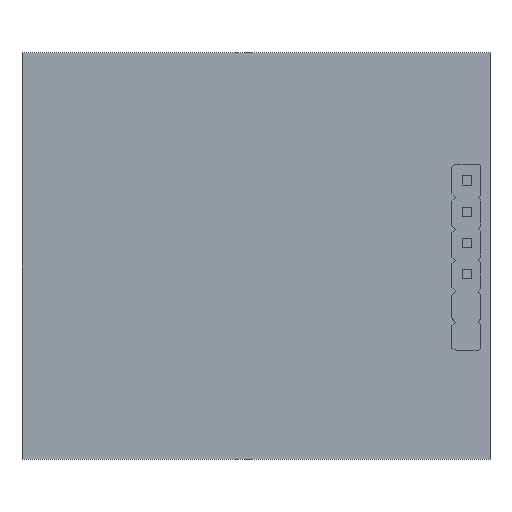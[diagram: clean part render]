
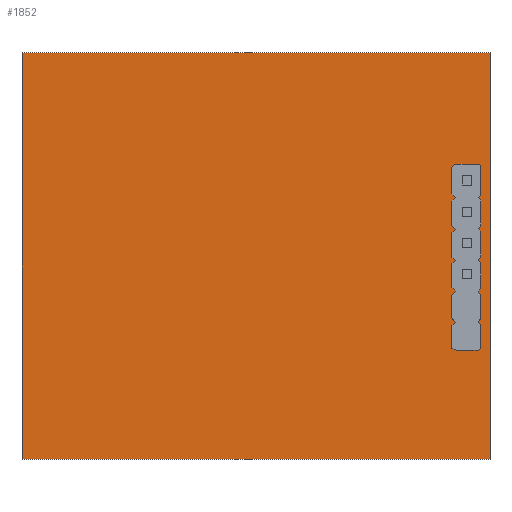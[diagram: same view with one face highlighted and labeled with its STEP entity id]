
A CAD part, top view. The second image highlights one B-rep face of the part: STEP entity #1852.
In plain terms, the highlighted planar face has unit normal (0, 0, 1).
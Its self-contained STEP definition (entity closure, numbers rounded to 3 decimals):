
#148=FACE_OUTER_BOUND('',#255,.T.);
#255=EDGE_LOOP('',(#1636,#1637,#1638,#1639));
#488=LINE('',#2956,#729);
#491=LINE('',#2962,#732);
#494=LINE('',#2968,#735);
#497=LINE('',#2972,#738);
#729=VECTOR('',#2437,10.);
#732=VECTOR('',#2442,10.);
#735=VECTOR('',#2447,10.);
#738=VECTOR('',#2452,10.);
#897=VERTEX_POINT('',#2953);
#898=VERTEX_POINT('',#2955);
#900=VERTEX_POINT('',#2961);
#902=VERTEX_POINT('',#2967);
#1140=EDGE_CURVE('',#898,#897,#488,.T.);
#1143=EDGE_CURVE('',#900,#898,#491,.T.);
#1146=EDGE_CURVE('',#902,#900,#494,.T.);
#1149=EDGE_CURVE('',#897,#902,#497,.T.);
#1636=ORIENTED_EDGE('',*,*,#1149,.T.);
#1637=ORIENTED_EDGE('',*,*,#1146,.T.);
#1638=ORIENTED_EDGE('',*,*,#1143,.T.);
#1639=ORIENTED_EDGE('',*,*,#1140,.T.);
#1746=PLANE('',#1988);
#1852=ADVANCED_FACE('',(#148),#1746,.T.);
#1988=AXIS2_PLACEMENT_3D('',#2973,#2453,#2454);
#2437=DIRECTION('',(1.,0.,0.));
#2442=DIRECTION('',(0.,-1.,0.));
#2447=DIRECTION('',(-1.,0.,0.));
#2452=DIRECTION('',(0.,1.,0.));
#2453=DIRECTION('center_axis',(0.,0.,1.));
#2454=DIRECTION('ref_axis',(1.,0.,0.));
#2953=CARTESIAN_POINT('',(19.,-16.5,1.));
#2955=CARTESIAN_POINT('',(-19.,-16.5,1.));
#2956=CARTESIAN_POINT('',(-9.5,-16.5,1.));
#2961=CARTESIAN_POINT('',(-19.,16.5,1.));
#2962=CARTESIAN_POINT('',(-19.,8.25,1.));
#2967=CARTESIAN_POINT('',(19.,16.5,1.));
#2968=CARTESIAN_POINT('',(9.5,16.5,1.));
#2972=CARTESIAN_POINT('',(19.,-8.25,1.));
#2973=CARTESIAN_POINT('Origin',(0.,0.,1.));
